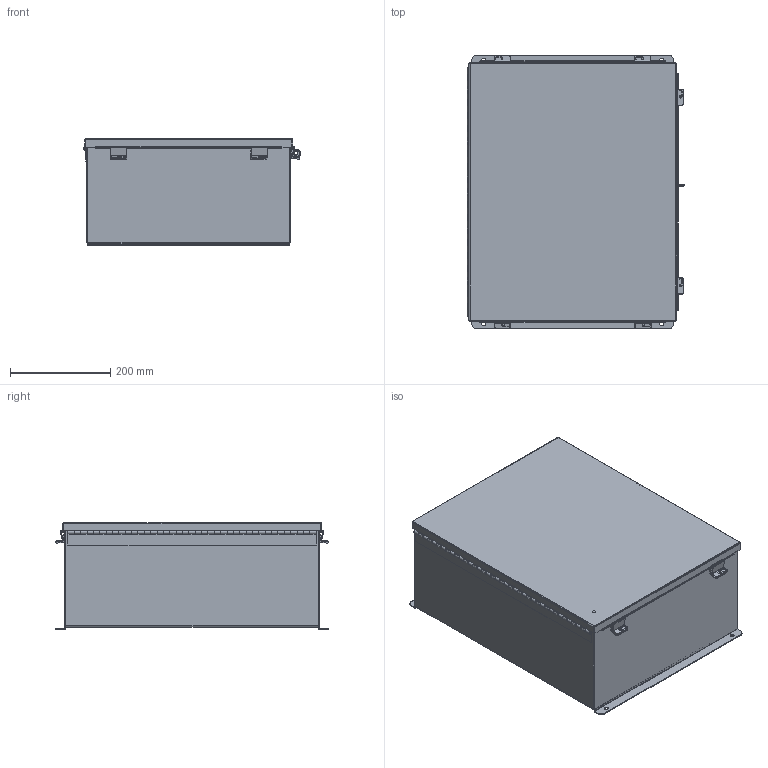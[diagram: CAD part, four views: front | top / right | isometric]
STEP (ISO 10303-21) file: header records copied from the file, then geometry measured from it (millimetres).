
FILE_DESCRIPTION (( 'STEP AP203' ), '1' );
FILE_NAME ('N201608CHNFSS6WP.STEP', '2014-03-05T20:04:46', ( 'changeme' ), ( 'Microsoft' ), 'SwSTEP 2.0', 'SolidWorks 2013', '' );
FILE_SCHEMA (( 'CONFIG_CONTROL_DESIGN' ));
Length unit declared in the file: inch
Products named in the file (15): N201608CHNFSS6WP JIC Top; N201608CHNFSS6WP JIC Bottom; N201608CHNFSS6WP HW-CD-S-25020-034; HW-CLH-JH-20154; HW-CLH-JH-20104; N201608CHNFSS6WP JIC Cover Clamp; N201608CHNFSS6WP; N201608CHNFSS6WP _JIC Hinge; N201608CHNFSS6WP JIC Enclosure Template; N201608CHNFSS6WP JIC Backpanel; N201608CHNFSS6WP JIC Clamp Bracket; N201608CHNFSS6WP JIC_Standoff; N201608CHNFSS6WP Hinge Body Side; N201608CHNFSS6WP JIC_Cover_Template; N201608CHNFSS6WP Hinge Cover Side JIC
Assembly tree (28 placements, depth 3):
  N201608CHNFSS6WP
    N201608CHNFSS6WP JIC Enclosure Template
    N201608CHNFSS6WP _JIC Hinge
      N201608CHNFSS6WP Hinge Body Side
      N201608CHNFSS6WP Hinge Cover Side JIC
    N201608CHNFSS6WP JIC_Cover_Template
    N201608CHNFSS6WP JIC_Standoff  x4
    N201608CHNFSS6WP JIC Backpanel
    N201608CHNFSS6WP JIC Clamp Bracket  x6
    N201608CHNFSS6WP JIC Cover Clamp  x6
    N201608CHNFSS6WP JIC Top
    N201608CHNFSS6WP JIC Bottom
    N201608CHNFSS6WP HW-CD-S-25020-034  x2
    HW-CLH-JH-20154
    HW-CLH-JH-20104
Bounding box: 433.62 x 545.48 x 213.1 mm (x, y, z)
Volume: 2026196.1 mm3; surface area: 2163704.8 mm2
Topology: 27 solids, 27 shells, 938 faces, 2259 edges, 1381 vertices
Faces by surface type: plane 579, cylinder 339, bspline 8, torus 8, cone 4
Entity records: 22379 total; most frequent: CARTESIAN_POINT 3862, DIRECTION 3576, ORIENTED_EDGE 3378, EDGE_CURVE 1689, AXIS2_PLACEMENT_3D 1205, LINE 1166, VECTOR 1166, VERTEX_POINT 1043
